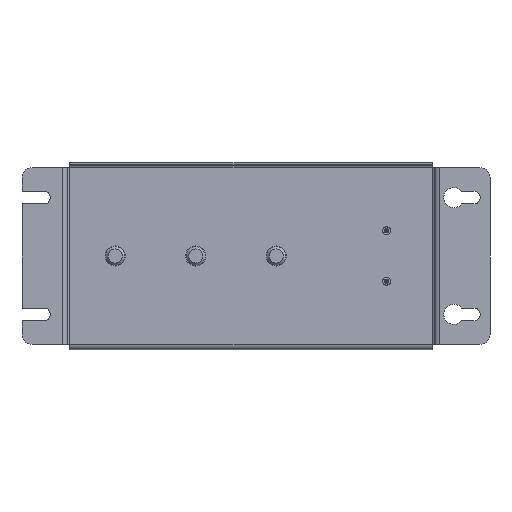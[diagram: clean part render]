
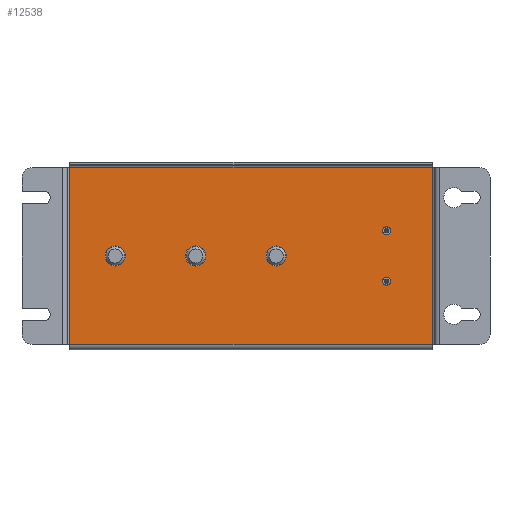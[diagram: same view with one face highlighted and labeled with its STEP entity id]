
A CAD part, front view. The second image highlights one B-rep face of the part: STEP entity #12538.
In plain terms, the highlighted planar face has unit normal (0, -1, 0).
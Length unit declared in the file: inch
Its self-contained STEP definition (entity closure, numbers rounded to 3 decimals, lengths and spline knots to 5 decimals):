
#300=FACE_BOUND('',#1788,.T.);
#301=FACE_BOUND('',#1789,.T.);
#302=FACE_BOUND('',#1790,.T.);
#303=FACE_BOUND('',#1791,.T.);
#304=FACE_BOUND('',#1792,.T.);
#500=PLANE('',#13419);
#1061=FACE_OUTER_BOUND('',#1787,.T.);
#1787=EDGE_LOOP('',(#9023,#9024,#9025,#9026));
#1788=EDGE_LOOP('',(#9027));
#1789=EDGE_LOOP('',(#9028));
#1790=EDGE_LOOP('',(#9029));
#1791=EDGE_LOOP('',(#9030));
#1792=EDGE_LOOP('',(#9031));
#2641=LINE('',#18489,#3938);
#2677=LINE('',#18616,#3974);
#2683=LINE('',#18635,#3980);
#2697=LINE('',#18670,#3994);
#3938=VECTOR('',#14720,0.3937);
#3974=VECTOR('',#14872,0.3937);
#3980=VECTOR('',#14898,0.3937);
#3994=VECTOR('',#14938,0.3937);
#5160=CIRCLE('',#13268,0.1);
#5164=CIRCLE('',#13274,0.1);
#5209=CIRCLE('',#13376,0.25);
#5212=CIRCLE('',#13380,0.25);
#5215=CIRCLE('',#13384,0.25);
#5610=VERTEX_POINT('',#18268);
#5614=VERTEX_POINT('',#18279);
#5684=VERTEX_POINT('',#18486);
#5685=VERTEX_POINT('',#18488);
#5709=VERTEX_POINT('',#18579);
#5712=VERTEX_POINT('',#18587);
#5715=VERTEX_POINT('',#18595);
#5718=VERTEX_POINT('',#18609);
#5721=VERTEX_POINT('',#18630);
#6803=EDGE_CURVE('',#5610,#5610,#5160,.T.);
#6808=EDGE_CURVE('',#5614,#5614,#5164,.T.);
#6910=EDGE_CURVE('',#5685,#5684,#2641,.T.);
#6956=EDGE_CURVE('',#5709,#5709,#5209,.T.);
#6960=EDGE_CURVE('',#5712,#5712,#5212,.T.);
#6964=EDGE_CURVE('',#5715,#5715,#5215,.T.);
#6974=EDGE_CURVE('',#5718,#5685,#2677,.T.);
#6984=EDGE_CURVE('',#5684,#5721,#2683,.T.);
#7002=EDGE_CURVE('',#5721,#5718,#2697,.T.);
#9023=ORIENTED_EDGE('',*,*,#7002,.T.);
#9024=ORIENTED_EDGE('',*,*,#6974,.T.);
#9025=ORIENTED_EDGE('',*,*,#6910,.T.);
#9026=ORIENTED_EDGE('',*,*,#6984,.T.);
#9027=ORIENTED_EDGE('',*,*,#6803,.T.);
#9028=ORIENTED_EDGE('',*,*,#6808,.T.);
#9029=ORIENTED_EDGE('',*,*,#6956,.T.);
#9030=ORIENTED_EDGE('',*,*,#6960,.T.);
#9031=ORIENTED_EDGE('',*,*,#6964,.T.);
#12538=ADVANCED_FACE('',(#1061,#300,#301,#302,#303,#304),#500,.F.);
#13268=AXIS2_PLACEMENT_3D('',#18270,#14507,#14508);
#13274=AXIS2_PLACEMENT_3D('',#18281,#14520,#14521);
#13376=AXIS2_PLACEMENT_3D('',#18581,#14827,#14828);
#13380=AXIS2_PLACEMENT_3D('',#18589,#14836,#14837);
#13384=AXIS2_PLACEMENT_3D('',#18597,#14845,#14846);
#13419=AXIS2_PLACEMENT_3D('',#18672,#14941,#14942);
#14507=DIRECTION('center_axis',(0.,1.,0.));
#14508=DIRECTION('ref_axis',(-1.,0.,0.));
#14520=DIRECTION('center_axis',(0.,1.,0.));
#14521=DIRECTION('ref_axis',(-1.,0.,0.));
#14720=DIRECTION('',(1.,0.,0.));
#14827=DIRECTION('center_axis',(0.,1.,0.));
#14828=DIRECTION('ref_axis',(1.,0.,0.));
#14836=DIRECTION('center_axis',(0.,1.,0.));
#14837=DIRECTION('ref_axis',(1.,0.,0.));
#14845=DIRECTION('center_axis',(0.,1.,0.));
#14846=DIRECTION('ref_axis',(1.,0.,0.));
#14872=DIRECTION('',(0.,0.,-1.));
#14898=DIRECTION('',(0.,0.,1.));
#14938=DIRECTION('',(-1.,0.,0.));
#14941=DIRECTION('center_axis',(0.,1.,0.));
#14942=DIRECTION('ref_axis',(0.,0.,1.));
#18268=CARTESIAN_POINT('',(3.468,0.,0.625));
#18270=CARTESIAN_POINT('Origin',(3.368,0.,0.625));
#18279=CARTESIAN_POINT('',(3.468,0.,-0.625));
#18281=CARTESIAN_POINT('Origin',(3.368,0.,-0.625));
#18486=CARTESIAN_POINT('',(4.5,0.,-2.2));
#18488=CARTESIAN_POINT('',(-4.5,0.,-2.2));
#18489=CARTESIAN_POINT('',(-4.5,0.,-2.2));
#18579=CARTESIAN_POINT('',(-1.625,0.,0.));
#18581=CARTESIAN_POINT('Origin',(-1.375,0.,0.));
#18587=CARTESIAN_POINT('',(-3.625,0.,0.));
#18589=CARTESIAN_POINT('Origin',(-3.375,0.,0.));
#18595=CARTESIAN_POINT('',(0.375,0.,0.));
#18597=CARTESIAN_POINT('Origin',(0.625,0.,0.));
#18609=CARTESIAN_POINT('',(-4.5,0.,2.2));
#18616=CARTESIAN_POINT('',(-4.5,0.,2.2));
#18630=CARTESIAN_POINT('',(4.5,0.,2.2));
#18635=CARTESIAN_POINT('',(4.5,0.,-2.2));
#18670=CARTESIAN_POINT('',(4.5,0.,2.2));
#18672=CARTESIAN_POINT('Origin',(0.,0.,0.));
